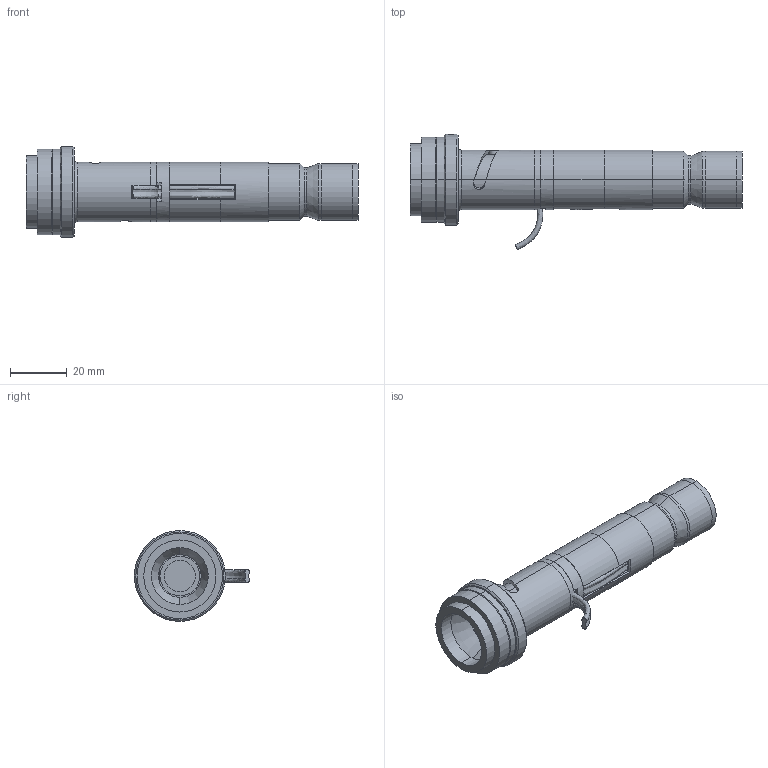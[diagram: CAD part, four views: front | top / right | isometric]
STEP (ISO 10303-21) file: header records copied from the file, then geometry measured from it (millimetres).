
FILE_DESCRIPTION (( 'STEP AP203' ), '1' );
FILE_NAME ('DP24853_PCBP023.step', '2020-05-18T09:00:56', ( '' ), ( '' ), 'SwSTEP 2.0', 'SolidWorks 2020', '' );
FILE_SCHEMA (( 'CONFIG_CONTROL_DESIGN' ));
Length unit declared in the file: millimetre
Products named in the file (1): DP24853_PCBP023
Bounding box: 116.87 x 40.55 x 32 mm (x, y, z)
Surface area: 17213.3 mm2 (no closed solid volume)
Topology: 0 solids, 19 shells, 115 faces, 341 edges, 242 vertices
Faces by surface type: cylinder 46, plane 42, cone 15, bspline 10, torus 2
Entity records: 5773 total; most frequent: CARTESIAN_POINT 2635, DIRECTION 674, ORIENTED_EDGE 548, EDGE_CURVE 341, AXIS2_PLACEMENT_3D 271, VERTEX_POINT 242, CIRCLE 165, EDGE_LOOP 141
